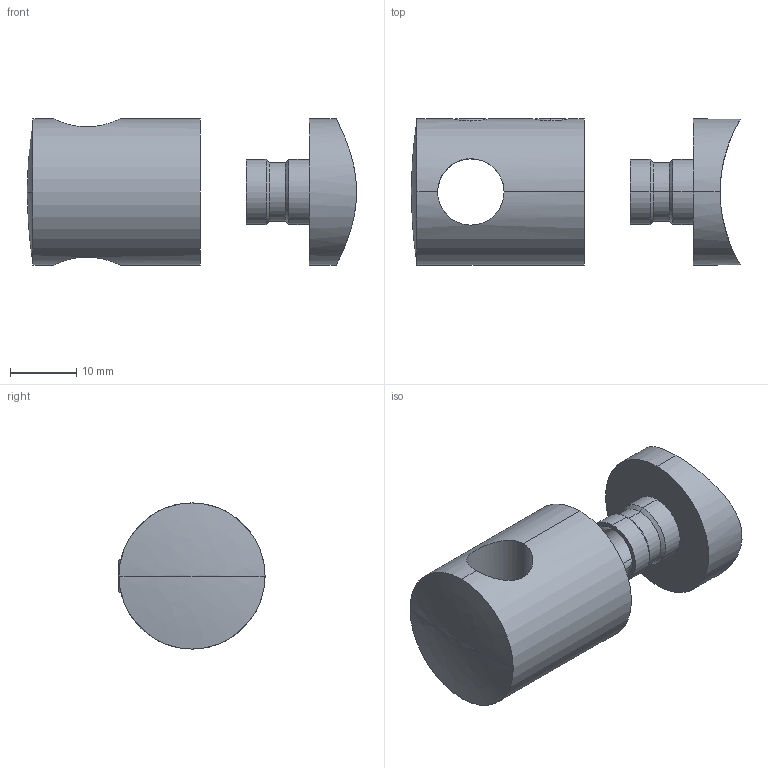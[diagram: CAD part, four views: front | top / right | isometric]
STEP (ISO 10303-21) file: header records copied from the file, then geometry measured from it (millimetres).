
FILE_DESCRIPTION (( 'STEP AP203' ), '1' );
FILE_NAME ('3D_GT3524_42.4x10.STEP', '2024-10-21T08:46:25', ( '' ), ( '' ), 'SwSTEP 2.0', 'SolidWorks 2023', '' );
FILE_SCHEMA (( 'CONFIG_CONTROL_DESIGN' ));
Length unit declared in the file: millimetre
Products named in the file (1): 3D_GT3524_42.4x10
Bounding box: 49.56 x 22 x 22 mm (x, y, z)
Volume: 9244.5 mm3; surface area: 5023.5 mm2
Topology: 2 solids, 2 shells, 78 faces, 178 edges, 106 vertices
Faces by surface type: cylinder 30, plane 21, cone 12, bspline 10, torus 5
Entity records: 6829 total; most frequent: CARTESIAN_POINT 5099, ORIENTED_EDGE 348, DIRECTION 321, EDGE_CURVE 174, AXIS2_PLACEMENT_3D 125, VERTEX_POINT 106, EDGE_LOOP 88, FACE_OUTER_BOUND 78
